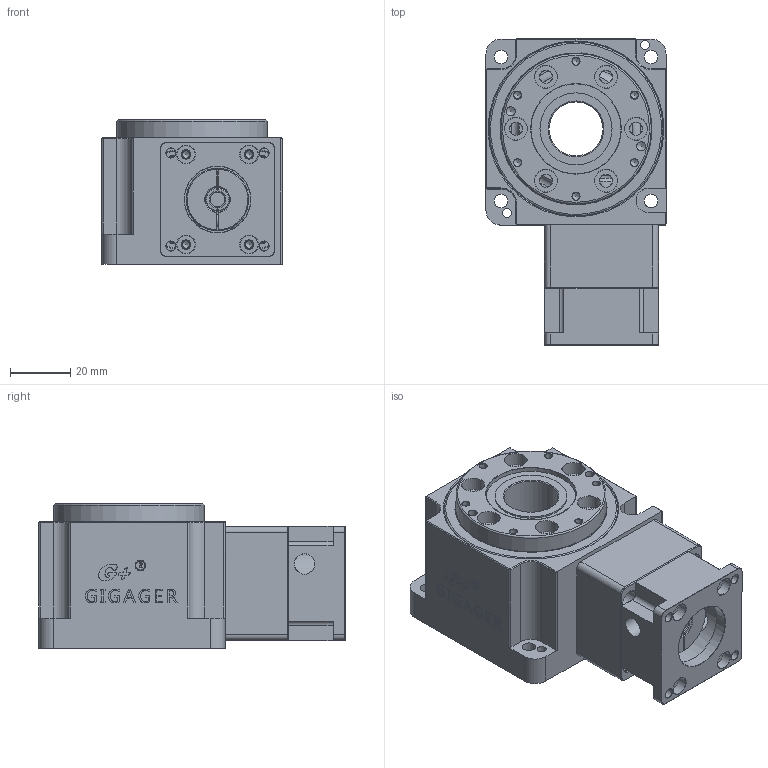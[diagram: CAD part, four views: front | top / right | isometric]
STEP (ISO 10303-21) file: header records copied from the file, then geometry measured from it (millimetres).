
FILE_DESCRIPTION (( 'STEP AP203' ), '1' );
FILE_NAME ('GSH60-30K-ST1.step', '2021-06-01T02:18:26', ( 'Microsoft' ), ( 'Microsoft' ), 'SwSTEP 2.0', 'SolidWorks 2019', '' );
FILE_SCHEMA (( 'CONFIG_CONTROL_DESIGN' ));
Length unit declared in the file: millimetre
Products named in the file (1): GSH60-30K-ST1
Bounding box: 60 x 102 x 48 mm (x, y, z)
Volume: 150529.8 mm3; surface area: 65392.4 mm2
Topology: 15 solids, 16 shells, 819 faces, 2056 edges, 1319 vertices
Faces by surface type: plane 363, cylinder 206, cone 137, bspline 99, torus 14
Full cylindrical faces by diameter (mm): 2.5 x20, 3 x17, 3.2 x18, 3.3 x5, 3.5 x1, 4 x1, 4.2 x13, 4.3 x6, 4.5 x4, 5 x1, 5.5 x6, 6 x8, 6.8 x2, 7 x1, 7.5 x6, 8 x2, 11 x1, 12 x1, 14 x1, 15 x1, 16 x1, 18 x3, 18.5 x1, 20.8 x1, 22 x1, 24 x2, 28 x1, 29 x1, 30 x2, 31 x2
Entity records: 26573 total; most frequent: CARTESIAN_POINT 8826, DIRECTION 3416, ORIENTED_EDGE 3382, EDGE_CURVE 1691, AXIS2_PLACEMENT_3D 1287, EDGE_LOOP 1245, VERTEX_POINT 1218, FACE_OUTER_BOUND 975
